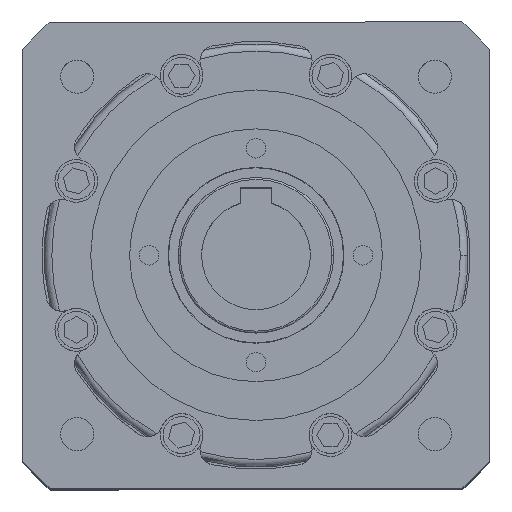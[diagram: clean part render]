
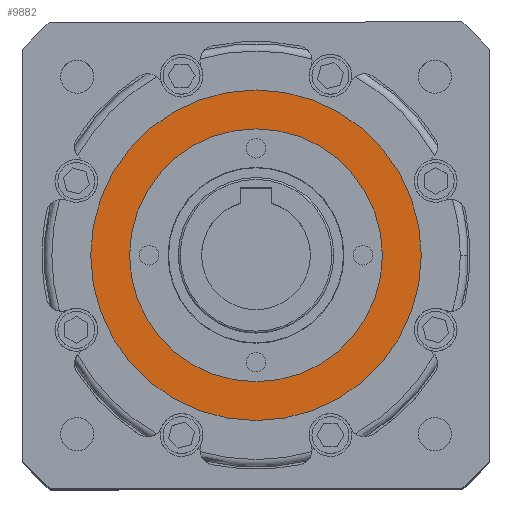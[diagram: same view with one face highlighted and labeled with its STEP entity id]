
A CAD part, top view. The second image highlights one B-rep face of the part: STEP entity #9882.
In plain terms, the highlighted planar face has unit normal (0, 0, 1).
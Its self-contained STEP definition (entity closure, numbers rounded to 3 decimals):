
#181 = CIRCLE ( 'NONE', #3668, 32.5 ) ;
#877 = AXIS2_PLACEMENT_3D ( 'NONE', #10587, #10544, #10514 ) ;
#1507 = CARTESIAN_POINT ( 'NONE',  ( 0., 0., 155.9 ) ) ;
#1618 = EDGE_LOOP ( 'NONE', ( #4378, #6970 ) ) ;
#2028 = FACE_OUTER_BOUND ( 'NONE', #4670, .T. ) ;
#2386 = EDGE_CURVE ( 'NONE', #7251, #10749, #2967, .T. ) ;
#2967 = CIRCLE ( 'NONE', #877, 42.5 ) ;
#3668 = AXIS2_PLACEMENT_3D ( 'NONE', #11527, #11508, #11485 ) ;
#4026 = EDGE_CURVE ( 'NONE', #11644, #10316, #181, .T. ) ;
#4378 = ORIENTED_EDGE ( 'NONE', *, *, #7389, .F. ) ;
#4608 = EDGE_CURVE ( 'NONE', #10749, #7251, #8035, .T. ) ;
#4670 = EDGE_LOOP ( 'NONE', ( #9309, #11596 ) ) ;
#5099 = CARTESIAN_POINT ( 'NONE',  ( -32.5, 0., 155.9 ) ) ;
#5318 = DIRECTION ( 'NONE',  ( 1., 0., 0. ) ) ;
#5365 = DIRECTION ( 'NONE',  ( 0., 0., 1. ) ) ;
#5402 = CARTESIAN_POINT ( 'NONE',  ( 0., 0., 155.9 ) ) ;
#5764 = PLANE ( 'NONE',  #11743 ) ;
#5878 = CARTESIAN_POINT ( 'NONE',  ( 42.5, 0., 155.9 ) ) ;
#6529 = DIRECTION ( 'NONE',  ( 1., 0., 0. ) ) ;
#6567 = DIRECTION ( 'NONE',  ( 0., 0., 1. ) ) ;
#6602 = CARTESIAN_POINT ( 'NONE',  ( 0., 0., 155.9 ) ) ;
#6970 = ORIENTED_EDGE ( 'NONE', *, *, #4026, .F. ) ;
#7251 = VERTEX_POINT ( 'NONE', #9749 ) ;
#7389 = EDGE_CURVE ( 'NONE', #10316, #11644, #8697, .T. ) ;
#7824 = AXIS2_PLACEMENT_3D ( 'NONE', #6602, #6567, #6529 ) ;
#8035 = CIRCLE ( 'NONE', #10815, 42.5 ) ;
#8434 = DIRECTION ( 'NONE',  ( 0., 0., 1. ) ) ;
#8697 = CIRCLE ( 'NONE', #7824, 32.5 ) ;
#9309 = ORIENTED_EDGE ( 'NONE', *, *, #4608, .T. ) ;
#9520 = FACE_BOUND ( 'NONE', #1618, .T. ) ;
#9541 = DIRECTION ( 'NONE',  ( 1., 0., 0. ) ) ;
#9749 = CARTESIAN_POINT ( 'NONE',  ( -42.5, 0., 155.9 ) ) ;
#9882 = ADVANCED_FACE ( 'NONE', ( #9520, #2028 ), #5764, .T. ) ;
#10316 = VERTEX_POINT ( 'NONE', #10898 ) ;
#10514 = DIRECTION ( 'NONE',  ( 1., 0., 0. ) ) ;
#10544 = DIRECTION ( 'NONE',  ( 0., 0., 1. ) ) ;
#10587 = CARTESIAN_POINT ( 'NONE',  ( 0., 0., 155.9 ) ) ;
#10749 = VERTEX_POINT ( 'NONE', #5878 ) ;
#10815 = AXIS2_PLACEMENT_3D ( 'NONE', #1507, #8434, #9541 ) ;
#10898 = CARTESIAN_POINT ( 'NONE',  ( 32.5, 0., 155.9 ) ) ;
#11485 = DIRECTION ( 'NONE',  ( 1., 0., 0. ) ) ;
#11508 = DIRECTION ( 'NONE',  ( 0., 0., 1. ) ) ;
#11527 = CARTESIAN_POINT ( 'NONE',  ( 0., 0., 155.9 ) ) ;
#11596 = ORIENTED_EDGE ( 'NONE', *, *, #2386, .T. ) ;
#11644 = VERTEX_POINT ( 'NONE', #5099 ) ;
#11743 = AXIS2_PLACEMENT_3D ( 'NONE', #5402, #5365, #5318 ) ;
